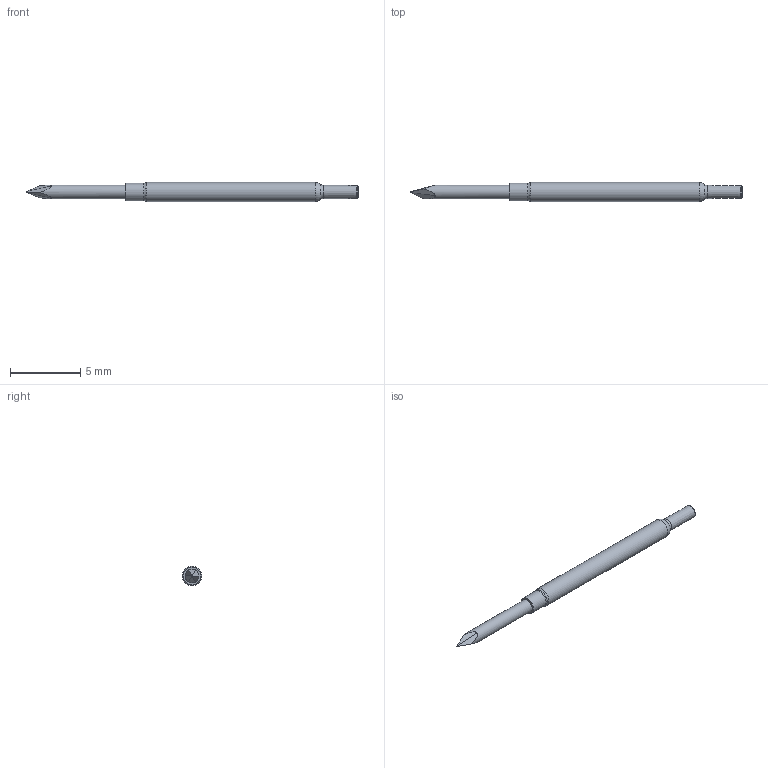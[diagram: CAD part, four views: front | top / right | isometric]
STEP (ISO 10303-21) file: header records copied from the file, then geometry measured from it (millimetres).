
FILE_DESCRIPTION (( 'STEP AP214' ), '1' );
FILE_NAME ('X75-16S63P.STEP', '2023-06-15T17:56:20', ( '' ), ( '' ), 'SwSTEP 2.0', 'SolidWorks 2020', '' );
FILE_SCHEMA (( 'AUTOMOTIVE_DESIGN' ));
Length unit declared in the file: inch
Products named in the file (1): X75-16S63P
Bounding box: 23.62 x 1.37 x 1.37 mm (x, y, z)
Volume: 26.1 mm3; surface area: 87.6 mm2
Topology: 1 solids, 1 shells, 19 faces, 40 edges, 24 vertices
Faces by surface type: bspline 6, torus 4, plane 3, cone 3, cylinder 3
Full cylindrical faces by diameter (mm): 0.963 x1, 1.232 x1, 1.367 x1
Entity records: 1542 total; most frequent: CARTESIAN_POINT 939, ORIENTED_EDGE 58, DIRECTION 50, EDGE_LOOP 30, EDGE_CURVE 29, FACE_OUTER_BOUND 26, AXIS2_PLACEMENT_3D 25, VERTEX_POINT 23
